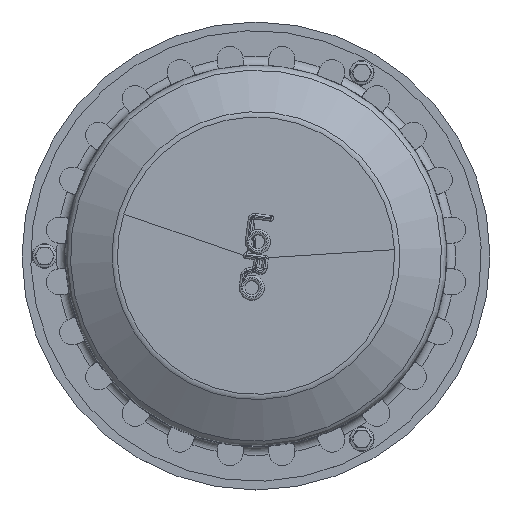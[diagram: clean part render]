
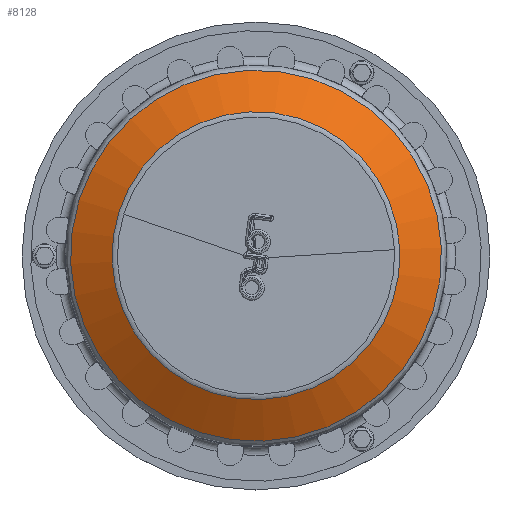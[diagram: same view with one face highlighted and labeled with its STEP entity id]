
A CAD part, top view. The second image highlights one B-rep face of the part: STEP entity #8128.
In plain terms, the highlighted conical face has half-angle 59.744 degrees and reference radius 950.348 mm.
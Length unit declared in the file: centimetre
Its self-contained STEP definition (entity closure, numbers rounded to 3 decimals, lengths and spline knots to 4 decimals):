
#47=CONICAL_SURFACE('',#8750,95.0348,1.043);
#422=CIRCLE('',#8746,83.0464);
#425=CIRCLE('',#8749,83.0464);
#426=CIRCLE('',#8751,107.0232);
#427=CIRCLE('',#8752,107.0232);
#1386=FACE_OUTER_BOUND('',#1854,.T.);
#1854=EDGE_LOOP('',(#6556,#6557,#6558,#6559,#6560,#6561));
#2421=LINE('',#18870,#2913);
#2913=VECTOR('',#10309,95.0348);
#3609=VERTEX_POINT('',#18858);
#3610=VERTEX_POINT('',#18859);
#3612=VERTEX_POINT('',#18866);
#3613=VERTEX_POINT('',#18867);
#4675=EDGE_CURVE('',#3609,#3610,#422,.T.);
#4678=EDGE_CURVE('',#3610,#3609,#425,.T.);
#4679=EDGE_CURVE('',#3612,#3613,#426,.T.);
#4680=EDGE_CURVE('',#3613,#3612,#427,.T.);
#4681=EDGE_CURVE('',#3613,#3610,#2421,.T.);
#6556=ORIENTED_EDGE('',*,*,#4679,.F.);
#6557=ORIENTED_EDGE('',*,*,#4680,.F.);
#6558=ORIENTED_EDGE('',*,*,#4681,.T.);
#6559=ORIENTED_EDGE('',*,*,#4678,.T.);
#6560=ORIENTED_EDGE('',*,*,#4675,.T.);
#6561=ORIENTED_EDGE('',*,*,#4681,.F.);
#8128=ADVANCED_FACE('',(#1386),#47,.T.);
#8746=AXIS2_PLACEMENT_3D('',#18860,#10295,#10296);
#8749=AXIS2_PLACEMENT_3D('',#18864,#10301,#10302);
#8750=AXIS2_PLACEMENT_3D('',#18865,#10303,#10304);
#8751=AXIS2_PLACEMENT_3D('',#18868,#10305,#10306);
#8752=AXIS2_PLACEMENT_3D('',#18869,#10307,#10308);
#10295=DIRECTION('center_axis',(0.,0.,
-1.));
#10296=DIRECTION('ref_axis',(-0.131,-0.991,0.));
#10301=DIRECTION('center_axis',(0.,0.,
-1.));
#10302=DIRECTION('ref_axis',(-0.131,-0.991,0.));
#10303=DIRECTION('center_axis',(0.,0.,
-1.));
#10304=DIRECTION('ref_axis',(0.131,0.991,0.));
#10305=DIRECTION('center_axis',(0.,0.,
-1.));
#10306=DIRECTION('ref_axis',(-0.131,-0.991,0.));
#10307=DIRECTION('center_axis',(0.,0.,
-1.));
#10308=DIRECTION('ref_axis',(-0.131,-0.991,0.));
#10309=DIRECTION('',(0.113,0.856,0.504));
#18858=CARTESIAN_POINT('',(367.2957,223.0423,106.1691));
#18859=CARTESIAN_POINT('',(438.7919,129.8666,106.1691));
#18860=CARTESIAN_POINT('Origin',(449.6316,212.2025,106.1691));
#18864=CARTESIAN_POINT('Origin',(449.6316,212.2025,106.1691));
#18865=CARTESIAN_POINT('Origin',(449.6316,212.2025,99.1759));
#18866=CARTESIAN_POINT('',(343.524,226.1719,92.1826));
#18867=CARTESIAN_POINT('',(435.6623,106.0949,92.1826));
#18868=CARTESIAN_POINT('Origin',(449.6316,212.2025,92.1826));
#18869=CARTESIAN_POINT('Origin',(449.6316,212.2025,92.1826));
#18870=CARTESIAN_POINT('',(437.2271,117.9808,99.1759));
